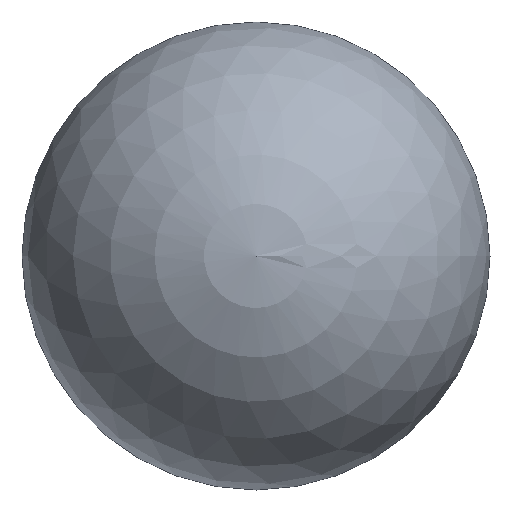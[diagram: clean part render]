
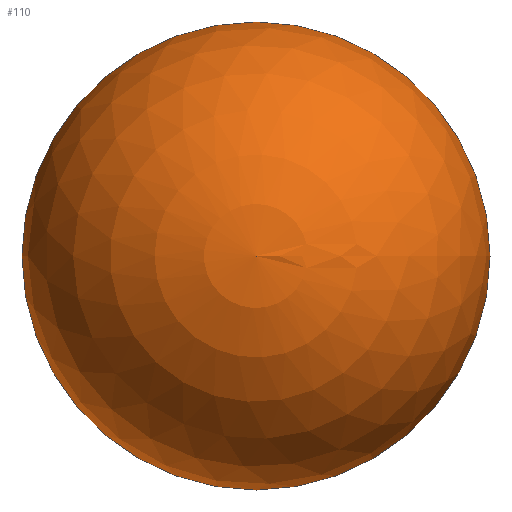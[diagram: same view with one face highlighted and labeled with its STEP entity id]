
A CAD part, front view. The second image highlights one B-rep face of the part: STEP entity #110.
In plain terms, the highlighted spherical face has radius 2.5 mm.
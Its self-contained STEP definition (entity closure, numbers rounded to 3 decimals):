
#7 = CIRCLE ( 'NONE', #158, 2.5 ) ;
#8 = AXIS2_PLACEMENT_3D ( 'NONE', #197, #164, #76 ) ;
#16 = DIRECTION ( 'NONE',  ( 0., 1., 0. ) ) ;
#18 = CARTESIAN_POINT ( 'NONE',  ( 0., 0., 2.5 ) ) ;
#53 = EDGE_LOOP ( 'NONE', ( #108, #168 ) ) ;
#76 = DIRECTION ( 'NONE',  ( 1., 0., 0. ) ) ;
#108 = ORIENTED_EDGE ( 'NONE', *, *, #117, .F. ) ;
#110 = ADVANCED_FACE ( 'NONE', ( #128 ), #161, .T. ) ;
#117 = EDGE_CURVE ( 'NONE', #135, #176, #169, .T. ) ;
#128 = FACE_OUTER_BOUND ( 'NONE', #53, .T. ) ;
#134 = EDGE_CURVE ( 'NONE', #135, #176, #7, .T. ) ;
#135 = VERTEX_POINT ( 'NONE', #18 ) ;
#140 = CARTESIAN_POINT ( 'NONE',  ( 0., 0., 0. ) ) ;
#141 = DIRECTION ( 'NONE',  ( 1., 0., 0. ) ) ;
#144 = AXIS2_PLACEMENT_3D ( 'NONE', #170, #16, #185 ) ;
#150 = DIRECTION ( 'NONE',  ( 0., -1., 0. ) ) ;
#158 = AXIS2_PLACEMENT_3D ( 'NONE', #140, #150, #141 ) ;
#161 = SPHERICAL_SURFACE ( 'NONE', #8, 2.5 ) ;
#164 = DIRECTION ( 'NONE',  ( 0., -1., 0. ) ) ;
#168 = ORIENTED_EDGE ( 'NONE', *, *, #134, .T. ) ;
#169 = CIRCLE ( 'NONE', #144, 2.5 ) ;
#170 = CARTESIAN_POINT ( 'NONE',  ( 0., 0., 0. ) ) ;
#176 = VERTEX_POINT ( 'NONE', #196 ) ;
#185 = DIRECTION ( 'NONE',  ( 0., 0., 1. ) ) ;
#196 = CARTESIAN_POINT ( 'NONE',  ( 0., 0., -2.5 ) ) ;
#197 = CARTESIAN_POINT ( 'NONE',  ( 0., 0., 0. ) ) ;
